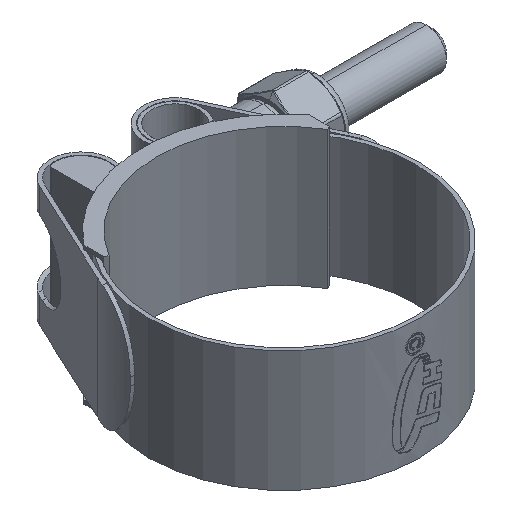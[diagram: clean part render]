
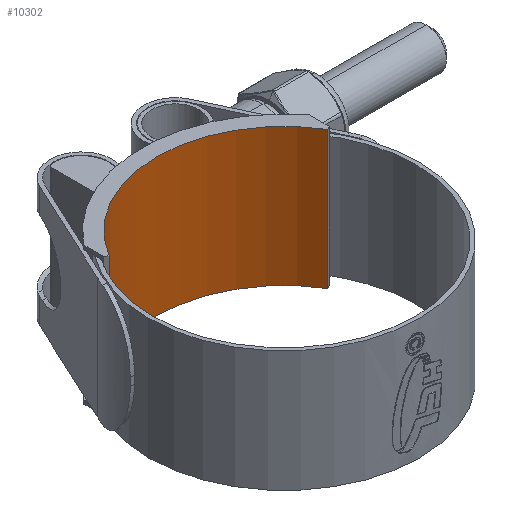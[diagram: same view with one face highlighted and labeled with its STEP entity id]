
A CAD part, isometric view. The second image highlights one B-rep face of the part: STEP entity #10302.
In plain terms, the highlighted cylindrical face has radius 20.39 mm (diameter 40.78 mm), a partial arc.
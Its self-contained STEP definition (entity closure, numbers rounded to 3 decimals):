
#127 = AXIS2_PLACEMENT_3D ( 'NONE', #13187, #3914, #2716 ) ;
#398 = VERTEX_POINT ( 'NONE', #14109 ) ;
#759 = CYLINDRICAL_SURFACE ( 'NONE', #11115, 20.39 ) ;
#827 = VERTEX_POINT ( 'NONE', #11623 ) ;
#987 = DIRECTION ( 'NONE',  ( 1., 0., 0. ) ) ;
#1204 = EDGE_CURVE ( 'NONE', #398, #827, #5017, .T. ) ;
#1210 = ORIENTED_EDGE ( 'NONE', *, *, #14340, .F. ) ;
#1539 = VECTOR ( 'NONE', #4771, 1000. ) ;
#1592 = CARTESIAN_POINT ( 'NONE',  ( 17.477, 10.502, 10.39 ) ) ;
#2184 = CARTESIAN_POINT ( 'NONE',  ( 0., 0., 10.39 ) ) ;
#2716 = DIRECTION ( 'NONE',  ( 1., 0., 0. ) ) ;
#3053 = FACE_OUTER_BOUND ( 'NONE', #6742, .T. ) ;
#3914 = DIRECTION ( 'NONE',  ( 0., 0., -1. ) ) ;
#3960 = ORIENTED_EDGE ( 'NONE', *, *, #11609, .F. ) ;
#4386 = CIRCLE ( 'NONE', #8490, 20.39 ) ;
#4711 = VERTEX_POINT ( 'NONE', #6696 ) ;
#4771 = DIRECTION ( 'NONE',  ( 0., 0., 1. ) ) ;
#4988 = DIRECTION ( 'NONE',  ( 0., 0., 1. ) ) ;
#5017 = LINE ( 'NONE', #1592, #12523 ) ;
#5919 = LINE ( 'NONE', #12854, #1539 ) ;
#6011 = DIRECTION ( 'NONE',  ( 0., 0., 1. ) ) ;
#6696 = CARTESIAN_POINT ( 'NONE',  ( -17.477, 10.502, 11. ) ) ;
#6742 = EDGE_LOOP ( 'NONE', ( #6811, #1210, #3960, #10128 ) ) ;
#6762 = VERTEX_POINT ( 'NONE', #13401 ) ;
#6811 = ORIENTED_EDGE ( 'NONE', *, *, #8125, .F. ) ;
#8125 = EDGE_CURVE ( 'NONE', #4711, #827, #8508, .T. ) ;
#8490 = AXIS2_PLACEMENT_3D ( 'NONE', #8587, #4988, #9651 ) ;
#8508 = CIRCLE ( 'NONE', #127, 20.39 ) ;
#8587 = CARTESIAN_POINT ( 'NONE',  ( 0., 0., -11. ) ) ;
#9651 = DIRECTION ( 'NONE',  ( 1., 0., 0. ) ) ;
#10128 = ORIENTED_EDGE ( 'NONE', *, *, #1204, .T. ) ;
#10302 = ADVANCED_FACE ( 'NONE', ( #3053 ), #759, .F. ) ;
#11115 = AXIS2_PLACEMENT_3D ( 'NONE', #2184, #14528, #987 ) ;
#11609 = EDGE_CURVE ( 'NONE', #398, #6762, #4386, .T. ) ;
#11623 = CARTESIAN_POINT ( 'NONE',  ( 17.477, 10.502, 11. ) ) ;
#12523 = VECTOR ( 'NONE', #6011, 1000. ) ;
#12854 = CARTESIAN_POINT ( 'NONE',  ( -17.477, 10.502, 10.39 ) ) ;
#13187 = CARTESIAN_POINT ( 'NONE',  ( 0., 0., 11. ) ) ;
#13401 = CARTESIAN_POINT ( 'NONE',  ( -17.477, 10.502, -11. ) ) ;
#14109 = CARTESIAN_POINT ( 'NONE',  ( 17.477, 10.502, -11. ) ) ;
#14340 = EDGE_CURVE ( 'NONE', #6762, #4711, #5919, .T. ) ;
#14528 = DIRECTION ( 'NONE',  ( 0., 0., 1. ) ) ;
